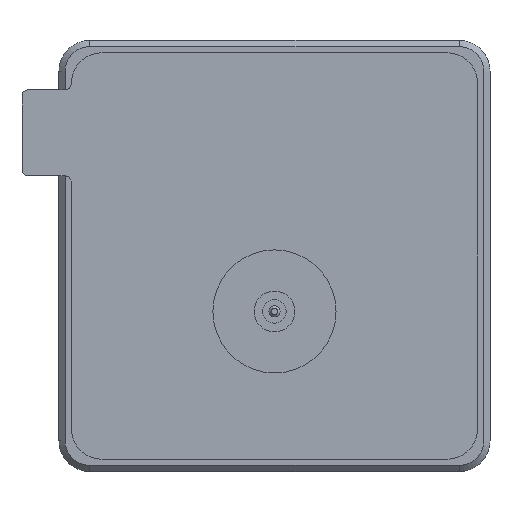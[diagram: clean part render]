
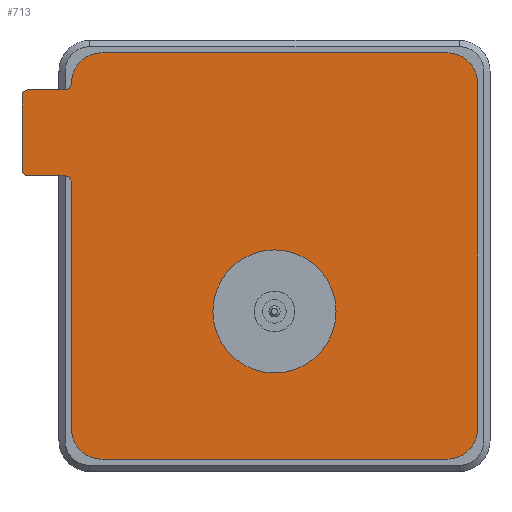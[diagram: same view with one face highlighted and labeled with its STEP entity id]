
A CAD part, front view. The second image highlights one B-rep face of the part: STEP entity #713.
In plain terms, the highlighted planar face has unit normal (0, -1, 0).
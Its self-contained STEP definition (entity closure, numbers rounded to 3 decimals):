
#211 = FACE_BOUND ( 'NONE', #10089, .T. ) ;
#252 = ORIENTED_EDGE ( 'NONE', *, *, #6847, .F. ) ;
#293 = DIRECTION ( 'NONE',  ( 0., -1., 0. ) ) ;
#308 = ORIENTED_EDGE ( 'NONE', *, *, #12512, .T. ) ;
#405 = CARTESIAN_POINT ( 'NONE',  ( -17., -0.22, 13.5 ) ) ;
#539 = ORIENTED_EDGE ( 'NONE', *, *, #5946, .T. ) ;
#708 = LINE ( 'NONE', #7142, #13316 ) ;
#713 = ADVANCED_FACE ( 'NONE', ( #11931, #211 ), #11150, .F. ) ;
#731 = EDGE_CURVE ( 'NONE', #4448, #15347, #708, .T. ) ;
#744 = VERTEX_POINT ( 'NONE', #16367 ) ;
#869 = CARTESIAN_POINT ( 'NONE',  ( -17., -0.22, 14. ) ) ;
#888 = LINE ( 'NONE', #13255, #4177 ) ;
#925 = VERTEX_POINT ( 'NONE', #405 ) ;
#934 = DIRECTION ( 'NONE',  ( 1., 0., 0. ) ) ;
#968 = ORIENTED_EDGE ( 'NONE', *, *, #9364, .T. ) ;
#979 = DIRECTION ( 'NONE',  ( 0., -1., 0. ) ) ;
#1283 = EDGE_CURVE ( 'NONE', #8214, #8879, #1816, .T. ) ;
#1483 = EDGE_CURVE ( 'NONE', #744, #11126, #888, .T. ) ;
#1816 = CIRCLE ( 'NONE', #8695, 5. ) ;
#1823 = CARTESIAN_POINT ( 'NONE',  ( 0., -0.22, -4.5 ) ) ;
#2246 = VECTOR ( 'NONE', #6491, 1000. ) ;
#2263 = ORIENTED_EDGE ( 'NONE', *, *, #10206, .T. ) ;
#2297 = CARTESIAN_POINT ( 'NONE',  ( 5., -0.22, -4.5 ) ) ;
#2322 = VECTOR ( 'NONE', #4998, 1000. ) ;
#2415 = DIRECTION ( 'NONE',  ( 0., -1., 0. ) ) ;
#2571 = DIRECTION ( 'NONE',  ( 1., 0., 0. ) ) ;
#2622 = DIRECTION ( 'NONE',  ( 1., 0., 0. ) ) ;
#2738 = CARTESIAN_POINT ( 'NONE',  ( -20., -0.22, 13.5 ) ) ;
#2868 = EDGE_CURVE ( 'NONE', #18832, #4222, #6204, .T. ) ;
#2965 = VECTOR ( 'NONE', #17338, 1000. ) ;
#3107 = EDGE_CURVE ( 'NONE', #14477, #16683, #4107, .T. ) ;
#3242 = CARTESIAN_POINT ( 'NONE',  ( 16.5, -0.22, 14. ) ) ;
#4107 = LINE ( 'NONE', #13312, #5962 ) ;
#4170 = AXIS2_PLACEMENT_3D ( 'NONE', #4573, #15025, #14897 ) ;
#4177 = VECTOR ( 'NONE', #2622, 1000. ) ;
#4188 = DIRECTION ( 'NONE',  ( -1., 0., 0. ) ) ;
#4222 = VERTEX_POINT ( 'NONE', #5895 ) ;
#4421 = ORIENTED_EDGE ( 'NONE', *, *, #12836, .T. ) ;
#4448 = VERTEX_POINT ( 'NONE', #4851 ) ;
#4573 = CARTESIAN_POINT ( 'NONE',  ( -17., -0.22, 6. ) ) ;
#4659 = DIRECTION ( 'NONE',  ( 0., -1., 0. ) ) ;
#4687 = CARTESIAN_POINT ( 'NONE',  ( -5., -0.22, -4.5 ) ) ;
#4851 = CARTESIAN_POINT ( 'NONE',  ( -14., -0.22, -16.5 ) ) ;
#4924 = CARTESIAN_POINT ( 'NONE',  ( 16.5, -0.22, -14. ) ) ;
#4998 = DIRECTION ( 'NONE',  ( 0., 0., -1. ) ) ;
#5599 = AXIS2_PLACEMENT_3D ( 'NONE', #9778, #11264, #18624 ) ;
#5614 = AXIS2_PLACEMENT_3D ( 'NONE', #869, #9984, #934 ) ;
#5641 = DIRECTION ( 'NONE',  ( 0., 0., 1. ) ) ;
#5742 = ORIENTED_EDGE ( 'NONE', *, *, #14375, .T. ) ;
#5802 = DIRECTION ( 'NONE',  ( 0., 0., 1. ) ) ;
#5895 = CARTESIAN_POINT ( 'NONE',  ( -20.5, -0.22, 7. ) ) ;
#5946 = EDGE_CURVE ( 'NONE', #11126, #13233, #8406, .T. ) ;
#5962 = VECTOR ( 'NONE', #5802, 1000. ) ;
#6204 = LINE ( 'NONE', #9738, #2246 ) ;
#6214 = LINE ( 'NONE', #6865, #2965 ) ;
#6293 = CARTESIAN_POINT ( 'NONE',  ( -16.5, -0.22, 6. ) ) ;
#6322 = ORIENTED_EDGE ( 'NONE', *, *, #16307, .T. ) ;
#6491 = DIRECTION ( 'NONE',  ( 0., 0., -1. ) ) ;
#6631 = CARTESIAN_POINT ( 'NONE',  ( 14., -0.22, 16.5 ) ) ;
#6847 = EDGE_CURVE ( 'NONE', #8879, #8214, #10211, .T. ) ;
#6865 = CARTESIAN_POINT ( 'NONE',  ( 16.5, -0.22, 16.5 ) ) ;
#6902 = CARTESIAN_POINT ( 'NONE',  ( 14., -0.22, -16.5 ) ) ;
#7006 = VERTEX_POINT ( 'NONE', #15563 ) ;
#7040 = ORIENTED_EDGE ( 'NONE', *, *, #13710, .T. ) ;
#7142 = CARTESIAN_POINT ( 'NONE',  ( 16.5, -0.22, -16.5 ) ) ;
#7245 = LINE ( 'NONE', #8143, #2322 ) ;
#7716 = CARTESIAN_POINT ( 'NONE',  ( -14., -0.22, -14. ) ) ;
#8073 = CARTESIAN_POINT ( 'NONE',  ( -20., -0.22, 13. ) ) ;
#8143 = CARTESIAN_POINT ( 'NONE',  ( -16.5, -0.22, -16.5 ) ) ;
#8214 = VERTEX_POINT ( 'NONE', #4687 ) ;
#8254 = CIRCLE ( 'NONE', #19165, 2.5 ) ;
#8386 = VERTEX_POINT ( 'NONE', #12786 ) ;
#8406 = CIRCLE ( 'NONE', #4170, 0.5 ) ;
#8517 = CIRCLE ( 'NONE', #16565, 2.5 ) ;
#8668 = CARTESIAN_POINT ( 'NONE',  ( -20.5, -0.22, 13. ) ) ;
#8695 = AXIS2_PLACEMENT_3D ( 'NONE', #1823, #18353, #16689 ) ;
#8696 = AXIS2_PLACEMENT_3D ( 'NONE', #8073, #4659, #17167 ) ;
#8879 = VERTEX_POINT ( 'NONE', #2297 ) ;
#9035 = ORIENTED_EDGE ( 'NONE', *, *, #731, .T. ) ;
#9364 = EDGE_CURVE ( 'NONE', #4222, #744, #14793, .T. ) ;
#9369 = CIRCLE ( 'NONE', #8696, 0.5 ) ;
#9419 = ORIENTED_EDGE ( 'NONE', *, *, #10319, .T. ) ;
#9460 = ORIENTED_EDGE ( 'NONE', *, *, #2868, .T. ) ;
#9493 = DIRECTION ( 'NONE',  ( 1., 0., 0. ) ) ;
#9738 = CARTESIAN_POINT ( 'NONE',  ( -20.5, -0.22, 6.5 ) ) ;
#9778 = CARTESIAN_POINT ( 'NONE',  ( -20., -0.22, 7. ) ) ;
#9984 = DIRECTION ( 'NONE',  ( 0., 1., 0. ) ) ;
#10089 = EDGE_LOOP ( 'NONE', ( #252, #14316 ) ) ;
#10206 = EDGE_CURVE ( 'NONE', #13233, #7006, #7245, .T. ) ;
#10211 = CIRCLE ( 'NONE', #14948, 5. ) ;
#10319 = EDGE_CURVE ( 'NONE', #18868, #925, #15662, .T. ) ;
#10531 = ORIENTED_EDGE ( 'NONE', *, *, #11477, .T. ) ;
#10724 = CIRCLE ( 'NONE', #18181, 2.5 ) ;
#11126 = VERTEX_POINT ( 'NONE', #15616 ) ;
#11150 = PLANE ( 'NONE',  #16809 ) ;
#11264 = DIRECTION ( 'NONE',  ( 0., -1., 0. ) ) ;
#11278 = VERTEX_POINT ( 'NONE', #2738 ) ;
#11384 = CARTESIAN_POINT ( 'NONE',  ( 14., -0.22, 14. ) ) ;
#11477 = EDGE_CURVE ( 'NONE', #15347, #14477, #15561, .T. ) ;
#11641 = CARTESIAN_POINT ( 'NONE',  ( -16.5, -0.22, 13.5 ) ) ;
#11721 = DIRECTION ( 'NONE',  ( 0., 1., 0. ) ) ;
#11854 = LINE ( 'NONE', #11641, #12320 ) ;
#11931 = FACE_OUTER_BOUND ( 'NONE', #12166, .T. ) ;
#12109 = CARTESIAN_POINT ( 'NONE',  ( -16.5, -0.22, 14. ) ) ;
#12166 = EDGE_LOOP ( 'NONE', ( #6322, #7040, #9460, #968, #13378, #539, #2263, #4421, #9035, #10531, #16508, #308, #12435, #5742, #9419 ) ) ;
#12312 = DIRECTION ( 'NONE',  ( -1., 0., 0. ) ) ;
#12320 = VECTOR ( 'NONE', #4188, 1000. ) ;
#12374 = DIRECTION ( 'NONE',  ( 0., -1., 0. ) ) ;
#12435 = ORIENTED_EDGE ( 'NONE', *, *, #14786, .T. ) ;
#12512 = EDGE_CURVE ( 'NONE', #16683, #18130, #8517, .T. ) ;
#12786 = CARTESIAN_POINT ( 'NONE',  ( -14., -0.22, 16.5 ) ) ;
#12836 = EDGE_CURVE ( 'NONE', #7006, #4448, #8254, .T. ) ;
#12862 = DIRECTION ( 'NONE',  ( 1., 0., 0. ) ) ;
#13233 = VERTEX_POINT ( 'NONE', #6293 ) ;
#13255 = CARTESIAN_POINT ( 'NONE',  ( -16.5, -0.22, 6.5 ) ) ;
#13312 = CARTESIAN_POINT ( 'NONE',  ( 16.5, -0.22, 16.5 ) ) ;
#13316 = VECTOR ( 'NONE', #2571, 1000. ) ;
#13378 = ORIENTED_EDGE ( 'NONE', *, *, #1483, .T. ) ;
#13710 = EDGE_CURVE ( 'NONE', #11278, #18832, #9369, .T. ) ;
#14316 = ORIENTED_EDGE ( 'NONE', *, *, #1283, .F. ) ;
#14375 = EDGE_CURVE ( 'NONE', #8386, #18868, #10724, .T. ) ;
#14410 = AXIS2_PLACEMENT_3D ( 'NONE', #15202, #293, #9493 ) ;
#14477 = VERTEX_POINT ( 'NONE', #4924 ) ;
#14500 = DIRECTION ( 'NONE',  ( 1., 0., 0. ) ) ;
#14586 = CARTESIAN_POINT ( 'NONE',  ( 0., -0.22, 0. ) ) ;
#14786 = EDGE_CURVE ( 'NONE', #18130, #8386, #6214, .T. ) ;
#14793 = CIRCLE ( 'NONE', #5599, 0.5 ) ;
#14897 = DIRECTION ( 'NONE',  ( 1., 0., 0. ) ) ;
#14948 = AXIS2_PLACEMENT_3D ( 'NONE', #18166, #12374, #12312 ) ;
#15025 = DIRECTION ( 'NONE',  ( 0., 1., 0. ) ) ;
#15202 = CARTESIAN_POINT ( 'NONE',  ( 14., -0.22, -14. ) ) ;
#15347 = VERTEX_POINT ( 'NONE', #6902 ) ;
#15561 = CIRCLE ( 'NONE', #14410, 2.5 ) ;
#15563 = CARTESIAN_POINT ( 'NONE',  ( -16.5, -0.22, -14. ) ) ;
#15616 = CARTESIAN_POINT ( 'NONE',  ( -17., -0.22, 6.5 ) ) ;
#15662 = CIRCLE ( 'NONE', #5614, 0.5 ) ;
#16307 = EDGE_CURVE ( 'NONE', #925, #11278, #11854, .T. ) ;
#16367 = CARTESIAN_POINT ( 'NONE',  ( -20., -0.22, 6.5 ) ) ;
#16508 = ORIENTED_EDGE ( 'NONE', *, *, #3107, .T. ) ;
#16565 = AXIS2_PLACEMENT_3D ( 'NONE', #11384, #2415, #12862 ) ;
#16683 = VERTEX_POINT ( 'NONE', #3242 ) ;
#16688 = DIRECTION ( 'NONE',  ( 1., 0., 0. ) ) ;
#16689 = DIRECTION ( 'NONE',  ( -1., 0., 0. ) ) ;
#16809 = AXIS2_PLACEMENT_3D ( 'NONE', #14586, #11721, #5641 ) ;
#17167 = DIRECTION ( 'NONE',  ( 1., 0., 0. ) ) ;
#17338 = DIRECTION ( 'NONE',  ( -1., 0., 0. ) ) ;
#17405 = CARTESIAN_POINT ( 'NONE',  ( -14., -0.22, 14. ) ) ;
#18036 = DIRECTION ( 'NONE',  ( 0., -1., 0. ) ) ;
#18130 = VERTEX_POINT ( 'NONE', #6631 ) ;
#18166 = CARTESIAN_POINT ( 'NONE',  ( 0., -0.22, -4.5 ) ) ;
#18181 = AXIS2_PLACEMENT_3D ( 'NONE', #17405, #979, #14500 ) ;
#18353 = DIRECTION ( 'NONE',  ( 0., -1., 0. ) ) ;
#18624 = DIRECTION ( 'NONE',  ( 1., 0., 0. ) ) ;
#18832 = VERTEX_POINT ( 'NONE', #8668 ) ;
#18868 = VERTEX_POINT ( 'NONE', #12109 ) ;
#19165 = AXIS2_PLACEMENT_3D ( 'NONE', #7716, #18036, #16688 ) ;
